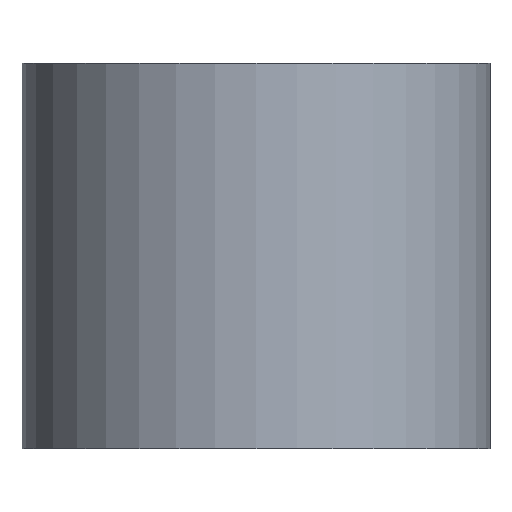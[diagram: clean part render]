
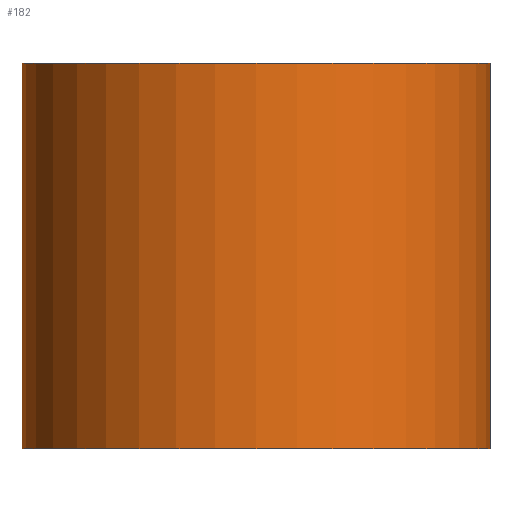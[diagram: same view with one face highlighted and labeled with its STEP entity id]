
A CAD part, front view. The second image highlights one B-rep face of the part: STEP entity #182.
In plain terms, the highlighted cylindrical face has radius 4.25 mm (diameter 8.5 mm), a full revolution.
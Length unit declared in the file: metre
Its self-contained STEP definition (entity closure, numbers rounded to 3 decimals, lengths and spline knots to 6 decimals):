
#38=CYLINDRICAL_SURFACE('',#212,0.00425);
#45=ORIENTED_EDGE('',*,*,#92,.T.);
#46=ORIENTED_EDGE('',*,*,#93,.F.);
#92=EDGE_CURVE('',#116,#116,#133,.T.);
#93=EDGE_CURVE('',#117,#117,#134,.T.);
#116=VERTEX_POINT('',#270);
#117=VERTEX_POINT('',#273);
#133=CIRCLE('',#211,0.00425);
#134=CIRCLE('',#213,0.00425);
#142=EDGE_LOOP('',(#45));
#143=EDGE_LOOP('',(#46));
#161=FACE_BOUND('',#142,.T.);
#162=FACE_BOUND('',#143,.T.);
#182=ADVANCED_FACE('',(#161,#162),#38,.T.);
#211=AXIS2_PLACEMENT_3D('',#269,#234,#235);
#212=AXIS2_PLACEMENT_3D('',#271,#236,#237);
#213=AXIS2_PLACEMENT_3D('',#272,#238,#239);
#234=DIRECTION('',(0.,0.,1.));
#235=DIRECTION('',(1.,0.,0.));
#236=DIRECTION('',(0.,0.,1.));
#237=DIRECTION('',(1.,0.,0.));
#238=DIRECTION('',(0.,0.,1.));
#239=DIRECTION('',(1.,0.,0.));
#269=CARTESIAN_POINT('',(0.,0.,0.));
#270=CARTESIAN_POINT('',(0.00425,0.,0.));
#271=CARTESIAN_POINT('',(0.,0.,0.));
#272=CARTESIAN_POINT('',(0.,0.,0.007));
#273=CARTESIAN_POINT('',(0.00425,0.,0.007));
